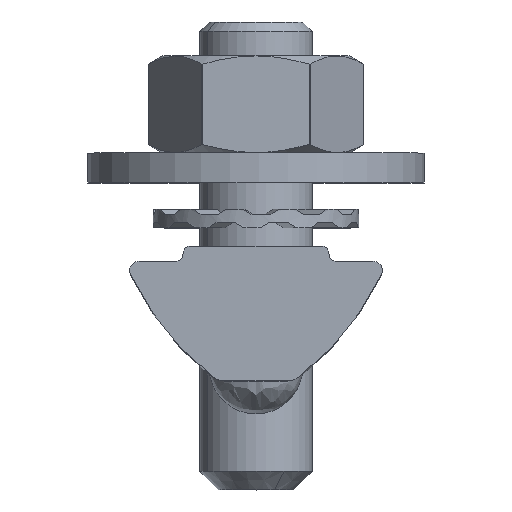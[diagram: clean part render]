
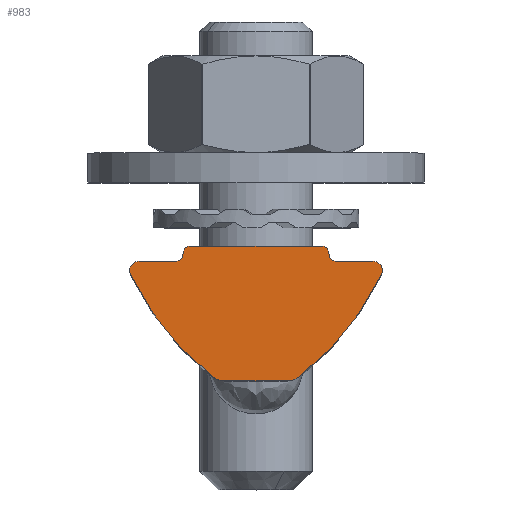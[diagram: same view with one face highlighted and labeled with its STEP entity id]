
A CAD part, top view. The second image highlights one B-rep face of the part: STEP entity #983.
In plain terms, the highlighted face is planar.
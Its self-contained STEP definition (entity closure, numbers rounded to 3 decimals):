
#25 = DIRECTION ( 'NONE',  ( -1., 0., 0. ) ) ;
#420 = CARTESIAN_POINT ( 'NONE',  ( -6.25, -0.8, 0. ) ) ;
#434 = CARTESIAN_POINT ( 'NONE',  ( 2.276, -6.993, 0. ) ) ;
#604 = DIRECTION ( 'NONE',  ( -1., 0., 0. ) ) ;
#617 = CIRCLE ( 'NONE', #5461, 1. ) ;
#622 = DIRECTION ( 'NONE',  ( 0., 0., 1. ) ) ;
#654 = CARTESIAN_POINT ( 'NONE',  ( 6.854, 4.908, 0. ) ) ;
#671 = ORIENTED_EDGE ( 'NONE', *, *, #7865, .F. ) ;
#680 = AXIS2_PLACEMENT_3D ( 'NONE', #11572, #11541, #11509 ) ;
#780 = EDGE_LOOP ( 'NONE', ( #5049, #671, #13263, #13207, #1931, #6358, #11758, #6005, #6955, #8567, #12702, #13183, #12895, #7150, #4534 ) ) ;
#784 = LINE ( 'NONE', #2995, #11660 ) ;
#983 = ADVANCED_FACE ( 'NONE', ( #4968 ), #3530, .F. ) ;
#1132 = CARTESIAN_POINT ( 'NONE',  ( -3.5, -0.4, 0. ) ) ;
#1153 = DIRECTION ( 'NONE',  ( 0., 0., 1. ) ) ;
#1155 = DIRECTION ( 'NONE',  ( -1., 0., 0. ) ) ;
#1216 = DIRECTION ( 'NONE',  ( 0., 0., 1. ) ) ;
#1234 = CIRCLE ( 'NONE', #5234, 0.4 ) ;
#1293 = AXIS2_PLACEMENT_3D ( 'NONE', #1904, #2040, #2016 ) ;
#1607 = AXIS2_PLACEMENT_3D ( 'NONE', #4527, #5512, #6875 ) ;
#1609 = VERTEX_POINT ( 'NONE', #5315 ) ;
#1904 = CARTESIAN_POINT ( 'NONE',  ( 4.3, -0.4, 0. ) ) ;
#1931 = ORIENTED_EDGE ( 'NONE', *, *, #8036, .F. ) ;
#2016 = DIRECTION ( 'NONE',  ( 1., 0., 0. ) ) ;
#2040 = DIRECTION ( 'NONE',  ( 0., 0., 1. ) ) ;
#2296 = AXIS2_PLACEMENT_3D ( 'NONE', #11985, #11960, #4036 ) ;
#2704 = CARTESIAN_POINT ( 'NONE',  ( 4.3, -0.8, 0. ) ) ;
#2884 = VERTEX_POINT ( 'NONE', #434 ) ;
#2995 = CARTESIAN_POINT ( 'NONE',  ( -6.25, -7.2, 0. ) ) ;
#3020 = DIRECTION ( 'NONE',  ( 1., 0., 0. ) ) ;
#3144 = VERTEX_POINT ( 'NONE', #4638 ) ;
#3499 = AXIS2_PLACEMENT_3D ( 'NONE', #654, #622, #604 ) ;
#3530 = PLANE ( 'NONE',  #1607 ) ;
#3917 = AXIS2_PLACEMENT_3D ( 'NONE', #9587, #1216, #7299 ) ;
#3949 = VERTEX_POINT ( 'NONE', #4333 ) ;
#4036 = DIRECTION ( 'NONE',  ( -1., 0., 0. ) ) ;
#4333 = CARTESIAN_POINT ( 'NONE',  ( -3.9, -0.4, 0. ) ) ;
#4386 = LINE ( 'NONE', #9472, #7801 ) ;
#4527 = CARTESIAN_POINT ( 'NONE',  ( -6.25, -1.3, 0. ) ) ;
#4531 = EDGE_CURVE ( 'NONE', #1609, #3949, #6691, .T. ) ;
#4534 = ORIENTED_EDGE ( 'NONE', *, *, #8049, .F. ) ;
#4545 = CIRCLE ( 'NONE', #12360, 0.5 ) ;
#4638 = CARTESIAN_POINT ( 'NONE',  ( 3.9, -0.4, 0. ) ) ;
#4639 = CARTESIAN_POINT ( 'NONE',  ( 1.667, -7.2, 0. ) ) ;
#4753 = CIRCLE ( 'NONE', #12254, 15. ) ;
#4766 = LINE ( 'NONE', #10930, #5113 ) ;
#4968 = FACE_OUTER_BOUND ( 'NONE', #780, .T. ) ;
#4990 = EDGE_CURVE ( 'NONE', #8811, #3949, #10643, .T. ) ;
#5049 = ORIENTED_EDGE ( 'NONE', *, *, #12061, .F. ) ;
#5113 = VECTOR ( 'NONE', #13495, 1000. ) ;
#5165 = DIRECTION ( 'NONE',  ( -1., 0., 0. ) ) ;
#5234 = AXIS2_PLACEMENT_3D ( 'NONE', #7981, #7836, #7787 ) ;
#5315 = CARTESIAN_POINT ( 'NONE',  ( -3.5, 0., 0. ) ) ;
#5461 = AXIS2_PLACEMENT_3D ( 'NONE', #6057, #6008, #5985 ) ;
#5512 = DIRECTION ( 'NONE',  ( 0., 0., 1. ) ) ;
#5630 = CIRCLE ( 'NONE', #3917, 1. ) ;
#5644 = CARTESIAN_POINT ( 'NONE',  ( 6.25, -0.8, 0. ) ) ;
#5680 = CARTESIAN_POINT ( 'NONE',  ( -1.667, -7.2, 0. ) ) ;
#5985 = DIRECTION ( 'NONE',  ( -1., 0., 0. ) ) ;
#5993 = VERTEX_POINT ( 'NONE', #11800 ) ;
#6005 = ORIENTED_EDGE ( 'NONE', *, *, #4990, .T. ) ;
#6008 = DIRECTION ( 'NONE',  ( 0., 0., 1. ) ) ;
#6057 = CARTESIAN_POINT ( 'NONE',  ( -1.667, -6.2, 0. ) ) ;
#6358 = ORIENTED_EDGE ( 'NONE', *, *, #7429, .F. ) ;
#6408 = VERTEX_POINT ( 'NONE', #10405 ) ;
#6524 = CARTESIAN_POINT ( 'NONE',  ( -6.854, 4.908, 0. ) ) ;
#6546 = VERTEX_POINT ( 'NONE', #7849 ) ;
#6625 = CIRCLE ( 'NONE', #2296, 0.5 ) ;
#6691 = CIRCLE ( 'NONE', #8976, 0.4 ) ;
#6875 = DIRECTION ( 'NONE',  ( 1., 0., 0. ) ) ;
#6955 = ORIENTED_EDGE ( 'NONE', *, *, #4531, .F. ) ;
#6977 = EDGE_CURVE ( 'NONE', #11191, #5993, #13476, .T. ) ;
#7092 = EDGE_CURVE ( 'NONE', #8811, #11065, #7774, .T. ) ;
#7150 = ORIENTED_EDGE ( 'NONE', *, *, #12499, .F. ) ;
#7299 = DIRECTION ( 'NONE',  ( -1., 0., 0. ) ) ;
#7429 = EDGE_CURVE ( 'NONE', #11065, #7623, #6625, .T. ) ;
#7623 = VERTEX_POINT ( 'NONE', #9042 ) ;
#7729 = VERTEX_POINT ( 'NONE', #5644 ) ;
#7774 = LINE ( 'NONE', #420, #11083 ) ;
#7787 = DIRECTION ( 'NONE',  ( -1., 0., 0. ) ) ;
#7801 = VECTOR ( 'NONE', #9707, 1000. ) ;
#7836 = DIRECTION ( 'NONE',  ( 0., 0., 1. ) ) ;
#7849 = CARTESIAN_POINT ( 'NONE',  ( 6.702, -1.514, 0. ) ) ;
#7865 = EDGE_CURVE ( 'NONE', #8443, #12150, #784, .T. ) ;
#7981 = CARTESIAN_POINT ( 'NONE',  ( 3.5, -0.4, 0. ) ) ;
#8036 = EDGE_CURVE ( 'NONE', #7623, #11191, #4545, .T. ) ;
#8049 = EDGE_CURVE ( 'NONE', #2884, #6546, #4753, .T. ) ;
#8399 = CARTESIAN_POINT ( 'NONE',  ( -6.25, -0.8, 0. ) ) ;
#8403 = AXIS2_PLACEMENT_3D ( 'NONE', #8934, #8960, #8980 ) ;
#8443 = VERTEX_POINT ( 'NONE', #5680 ) ;
#8567 = ORIENTED_EDGE ( 'NONE', *, *, #9030, .F. ) ;
#8811 = VERTEX_POINT ( 'NONE', #9726 ) ;
#8830 = CARTESIAN_POINT ( 'NONE',  ( -6.702, -1.514, 0. ) ) ;
#8934 = CARTESIAN_POINT ( 'NONE',  ( -4.3, -0.4, 0. ) ) ;
#8960 = DIRECTION ( 'NONE',  ( 0., 0., 1. ) ) ;
#8976 = AXIS2_PLACEMENT_3D ( 'NONE', #1132, #1153, #1155 ) ;
#8980 = DIRECTION ( 'NONE',  ( 1., 0., 0. ) ) ;
#8994 = CIRCLE ( 'NONE', #1293, 0.4 ) ;
#9030 = EDGE_CURVE ( 'NONE', #6408, #1609, #4766, .T. ) ;
#9042 = CARTESIAN_POINT ( 'NONE',  ( -6.75, -1.3, 0. ) ) ;
#9472 = CARTESIAN_POINT ( 'NONE',  ( -6.25, -0.8, 0. ) ) ;
#9587 = CARTESIAN_POINT ( 'NONE',  ( 1.667, -6.2, 0. ) ) ;
#9707 = DIRECTION ( 'NONE',  ( -1., 0., 0. ) ) ;
#9726 = CARTESIAN_POINT ( 'NONE',  ( -4.3, -0.8, 0. ) ) ;
#9792 = DIRECTION ( 'NONE',  ( -1., 0., 0. ) ) ;
#9828 = CIRCLE ( 'NONE', #680, 0.5 ) ;
#9848 = EDGE_CURVE ( 'NONE', #5993, #8443, #617, .T. ) ;
#10204 = DIRECTION ( 'NONE',  ( 0., 0., 1. ) ) ;
#10405 = CARTESIAN_POINT ( 'NONE',  ( 3.5, 0., 0. ) ) ;
#10643 = CIRCLE ( 'NONE', #8403, 0.4 ) ;
#10813 = DIRECTION ( 'NONE',  ( 0., 0., 1. ) ) ;
#10930 = CARTESIAN_POINT ( 'NONE',  ( -6.25, 0., 0. ) ) ;
#11065 = VERTEX_POINT ( 'NONE', #8399 ) ;
#11083 = VECTOR ( 'NONE', #25, 1000. ) ;
#11191 = VERTEX_POINT ( 'NONE', #8830 ) ;
#11509 = DIRECTION ( 'NONE',  ( -1., 0., 0. ) ) ;
#11541 = DIRECTION ( 'NONE',  ( 0., 0., 1. ) ) ;
#11572 = CARTESIAN_POINT ( 'NONE',  ( 6.25, -1.3, 0. ) ) ;
#11660 = VECTOR ( 'NONE', #3020, 1000. ) ;
#11758 = ORIENTED_EDGE ( 'NONE', *, *, #7092, .F. ) ;
#11800 = CARTESIAN_POINT ( 'NONE',  ( -2.276, -6.993, 0. ) ) ;
#11934 = VERTEX_POINT ( 'NONE', #2704 ) ;
#11960 = DIRECTION ( 'NONE',  ( 0., 0., 1. ) ) ;
#11985 = CARTESIAN_POINT ( 'NONE',  ( -6.25, -1.3, 0. ) ) ;
#12061 = EDGE_CURVE ( 'NONE', #12150, #2884, #5630, .T. ) ;
#12150 = VERTEX_POINT ( 'NONE', #4639 ) ;
#12254 = AXIS2_PLACEMENT_3D ( 'NONE', #6524, #10204, #5165 ) ;
#12275 = EDGE_CURVE ( 'NONE', #3144, #11934, #8994, .T. ) ;
#12360 = AXIS2_PLACEMENT_3D ( 'NONE', #13708, #10813, #9792 ) ;
#12499 = EDGE_CURVE ( 'NONE', #6546, #7729, #9828, .T. ) ;
#12702 = ORIENTED_EDGE ( 'NONE', *, *, #13629, .F. ) ;
#12895 = ORIENTED_EDGE ( 'NONE', *, *, #13284, .F. ) ;
#13183 = ORIENTED_EDGE ( 'NONE', *, *, #12275, .T. ) ;
#13207 = ORIENTED_EDGE ( 'NONE', *, *, #6977, .F. ) ;
#13263 = ORIENTED_EDGE ( 'NONE', *, *, #9848, .F. ) ;
#13284 = EDGE_CURVE ( 'NONE', #7729, #11934, #4386, .T. ) ;
#13476 = CIRCLE ( 'NONE', #3499, 15. ) ;
#13495 = DIRECTION ( 'NONE',  ( -1., 0., 0. ) ) ;
#13629 = EDGE_CURVE ( 'NONE', #3144, #6408, #1234, .T. ) ;
#13708 = CARTESIAN_POINT ( 'NONE',  ( -6.25, -1.3, 0. ) ) ;
